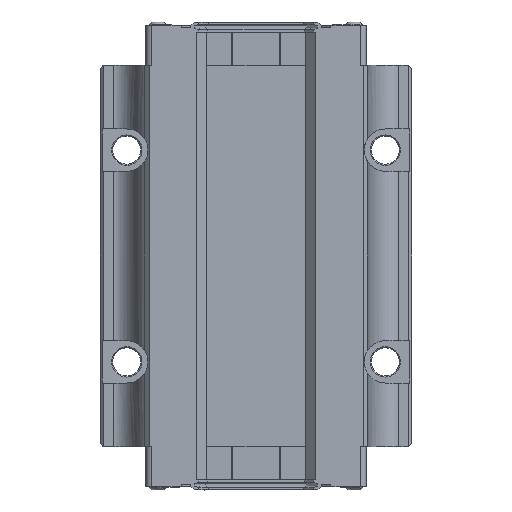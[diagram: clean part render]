
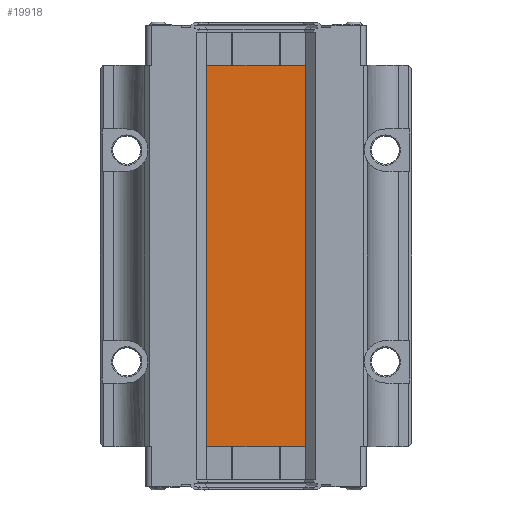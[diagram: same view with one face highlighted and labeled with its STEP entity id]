
A CAD part, front view. The second image highlights one B-rep face of the part: STEP entity #19918.
In plain terms, the highlighted planar face has unit normal (0, -1, 0).
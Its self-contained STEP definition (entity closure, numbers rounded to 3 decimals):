
#278=LINE('',#27942,#2506);
#319=LINE('',#28025,#2547);
#381=LINE('',#28229,#2609);
#422=LINE('',#28312,#2650);
#488=LINE('',#28558,#2716);
#489=LINE('',#28559,#2717);
#490=LINE('',#28560,#2718);
#491=LINE('',#28562,#2719);
#492=LINE('',#28564,#2720);
#493=LINE('',#28565,#2721);
#494=LINE('',#28566,#2722);
#495=LINE('',#28567,#2723);
#2506=VECTOR('',#22631,15.);
#2547=VECTOR('',#22700,15.);
#2609=VECTOR('',#22898,15.);
#2650=VECTOR('',#22967,15.);
#2716=VECTOR('',#23197,201.);
#2717=VECTOR('',#23198,0.649);
#2718=VECTOR('',#23199,44.2);
#2719=VECTOR('',#23200,0.649);
#2720=VECTOR('',#23201,201.);
#2721=VECTOR('',#23202,0.649);
#2722=VECTOR('',#23203,44.2);
#2723=VECTOR('',#23204,0.649);
#5177=FACE_OUTER_BOUND('',#6346,.T.);
#6346=EDGE_LOOP('',(#12910,#12911,#12912,#12913,#12914,#12915,#12916,#12917,
#12918,#12919,#12920,#12921));
#7841=VERTEX_POINT('',#27939);
#7842=VERTEX_POINT('',#27941);
#7869=VERTEX_POINT('',#28023);
#7870=VERTEX_POINT('',#28024);
#7943=VERTEX_POINT('',#28226);
#7944=VERTEX_POINT('',#28228);
#7971=VERTEX_POINT('',#28310);
#7972=VERTEX_POINT('',#28311);
#8051=VERTEX_POINT('',#28556);
#8052=VERTEX_POINT('',#28557);
#8053=VERTEX_POINT('',#28561);
#8054=VERTEX_POINT('',#28563);
#9651=EDGE_CURVE('',#7842,#7841,#278,.T.);
#9692=EDGE_CURVE('',#7869,#7870,#319,.T.);
#9785=EDGE_CURVE('',#7944,#7943,#381,.T.);
#9826=EDGE_CURVE('',#7971,#7972,#422,.T.);
#9931=EDGE_CURVE('',#8051,#8052,#488,.T.);
#9932=EDGE_CURVE('',#7870,#8051,#489,.T.);
#9933=EDGE_CURVE('',#7842,#7869,#490,.T.);
#9934=EDGE_CURVE('',#8053,#7841,#491,.T.);
#9935=EDGE_CURVE('',#8054,#8053,#492,.T.);
#9936=EDGE_CURVE('',#7972,#8054,#493,.T.);
#9937=EDGE_CURVE('',#7944,#7971,#494,.T.);
#9938=EDGE_CURVE('',#8052,#7943,#495,.T.);
#12910=ORIENTED_EDGE('',*,*,#9931,.F.);
#12911=ORIENTED_EDGE('',*,*,#9932,.F.);
#12912=ORIENTED_EDGE('',*,*,#9692,.F.);
#12913=ORIENTED_EDGE('',*,*,#9933,.F.);
#12914=ORIENTED_EDGE('',*,*,#9651,.T.);
#12915=ORIENTED_EDGE('',*,*,#9934,.F.);
#12916=ORIENTED_EDGE('',*,*,#9935,.F.);
#12917=ORIENTED_EDGE('',*,*,#9936,.F.);
#12918=ORIENTED_EDGE('',*,*,#9826,.F.);
#12919=ORIENTED_EDGE('',*,*,#9937,.F.);
#12920=ORIENTED_EDGE('',*,*,#9785,.T.);
#12921=ORIENTED_EDGE('',*,*,#9938,.F.);
#17934=PLANE('',#21143);
#19918=ADVANCED_FACE('',(#5177),#17934,.F.);
#21143=AXIS2_PLACEMENT_3D('',#28555,#23195,#23196);
#22631=DIRECTION('',(0.,0.,1.));
#22700=DIRECTION('',(0.,0.,1.));
#22898=DIRECTION('',(0.,0.,-1.));
#22967=DIRECTION('',(0.,0.,-1.));
#23195=DIRECTION('center_axis',(0.,1.,0.));
#23196=DIRECTION('ref_axis',(0.,0.,1.));
#23197=DIRECTION('',(0.,0.,-1.));
#23198=DIRECTION('',(1.,0.,0.));
#23199=DIRECTION('',(1.,0.,0.));
#23200=DIRECTION('',(1.,0.,0.));
#23201=DIRECTION('',(0.,0.,1.));
#23202=DIRECTION('',(-1.,0.,0.));
#23203=DIRECTION('',(-1.,0.,0.));
#23204=DIRECTION('',(-1.,0.,0.));
#27939=CARTESIAN_POINT('',(-22.1,7.1,100.5));
#27941=CARTESIAN_POINT('',(-22.1,7.1,85.5));
#27942=CARTESIAN_POINT('',(-22.1,7.1,85.5));
#28023=CARTESIAN_POINT('',(22.1,7.1,85.5));
#28024=CARTESIAN_POINT('',(22.1,7.1,100.5));
#28025=CARTESIAN_POINT('',(22.1,7.1,85.5));
#28226=CARTESIAN_POINT('',(22.1,7.1,-100.5));
#28228=CARTESIAN_POINT('',(22.1,7.1,-85.5));
#28229=CARTESIAN_POINT('',(22.1,7.1,-85.5));
#28310=CARTESIAN_POINT('',(-22.1,7.1,-85.5));
#28311=CARTESIAN_POINT('',(-22.1,7.1,-100.5));
#28312=CARTESIAN_POINT('',(-22.1,7.1,-85.5));
#28555=CARTESIAN_POINT('Origin',(22.749,7.1,85.5));
#28556=CARTESIAN_POINT('',(22.749,7.1,100.5));
#28557=CARTESIAN_POINT('',(22.749,7.1,-100.5));
#28558=CARTESIAN_POINT('',(22.749,7.1,85.5));
#28559=CARTESIAN_POINT('',(0.924,7.1,100.5));
#28560=CARTESIAN_POINT('',(-22.749,7.1,85.5));
#28561=CARTESIAN_POINT('',(-22.749,7.1,100.5));
#28562=CARTESIAN_POINT('',(0.924,7.1,100.5));
#28563=CARTESIAN_POINT('',(-22.749,7.1,-100.5));
#28564=CARTESIAN_POINT('',(-22.749,7.1,-85.5));
#28565=CARTESIAN_POINT('',(0.924,7.1,-100.5));
#28566=CARTESIAN_POINT('',(22.749,7.1,-85.5));
#28567=CARTESIAN_POINT('',(0.924,7.1,-100.5));
